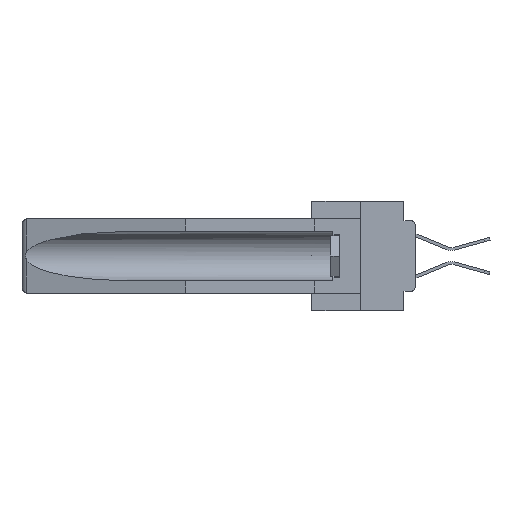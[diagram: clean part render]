
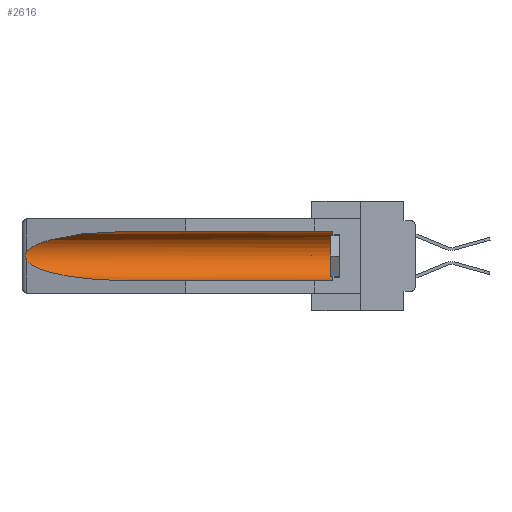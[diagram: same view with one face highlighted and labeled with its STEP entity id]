
A CAD part, left-side view. The second image highlights one B-rep face of the part: STEP entity #2616.
In plain terms, the highlighted cylindrical face has radius 2.857 mm (diameter 5.715 mm), a partial arc.
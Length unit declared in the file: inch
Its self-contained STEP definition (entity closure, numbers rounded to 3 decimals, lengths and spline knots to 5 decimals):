
#955 = DIRECTION ( 'NONE',  ( 0., 1., 0. ) ) ;
#1270 = CARTESIAN_POINT ( 'NONE',  ( 0.26654, 1.53092, -0.15636 ) ) ;
#1458 = EDGE_CURVE ( 'NONE', #5900, #4619, #14290, .T. ) ;
#2616 = ADVANCED_FACE ( 'NONE', ( #37399 ), #9714, .F. ) ;
#3232 = DIRECTION ( 'NONE',  ( 0., 0., 1. ) ) ;
#4092 = EDGE_CURVE ( 'NONE', #7189, #5876, #8336, .T. ) ;
#4163 = LINE ( 'NONE', #28631, #21644 ) ;
#4248 = CARTESIAN_POINT ( 'NONE',  ( 0.155, 1.07973, -0.284 ) ) ;
#4286 = CARTESIAN_POINT ( 'NONE',  ( 0.26597, 1.52961, -0.15275 ) ) ;
#4477 = CARTESIAN_POINT ( 'NONE',  ( 0.2673, 1.5327, -0.16383 ) ) ;
#4619 = VERTEX_POINT ( 'NONE', #23989 ) ;
#5593 = DIRECTION ( 'NONE',  ( 0., 1., 0. ) ) ;
#5876 = VERTEX_POINT ( 'NONE', #13522 ) ;
#5900 = VERTEX_POINT ( 'NONE', #35534 ) ;
#6347 = DIRECTION ( 'NONE',  ( 0., 0., 1. ) ) ;
#7131 = ORIENTED_EDGE ( 'NONE', *, *, #30167, .T. ) ;
#7189 = VERTEX_POINT ( 'NONE', #14862 ) ;
#7709 = CARTESIAN_POINT ( 'NONE',  ( 0.26537, 1.52718, -0.19328 ) ) ;
#8336 =( BOUNDED_CURVE ( )  B_SPLINE_CURVE ( 3, ( #35191, #25880, #13955, #4248 ),
 .UNSPECIFIED., .F., .F. ) 
 B_SPLINE_CURVE_WITH_KNOTS ( ( 4, 4 ),
 ( 0.1948, 1.5708 ),
 .UNSPECIFIED. ) 
 CURVE ( )  GEOMETRIC_REPRESENTATION_ITEM ( )  RATIONAL_B_SPLINE_CURVE ( ( 1., 0.848, 0.848, 1. ) ) 
 REPRESENTATION_ITEM ( '' )  );
#9714 = CYLINDRICAL_SURFACE ( 'NONE', #10284, 0.1125 ) ;
#10185 = CARTESIAN_POINT ( 'NONE',  ( 0.26537, 1.52718, -0.14972 ) ) ;
#10284 = AXIS2_PLACEMENT_3D ( 'NONE', #18218, #33563, #3232 ) ;
#11262 = EDGE_CURVE ( 'NONE', #38758, #7189, #19269, .T. ) ;
#12179 = EDGE_LOOP ( 'NONE', ( #33814, #32714, #21929, #28399, #19560, #7131 ) ) ;
#12501 =( BOUNDED_CURVE ( )  B_SPLINE_CURVE ( 3, ( #16258, #25542, #37867, #10185 ),
 .UNSPECIFIED., .F., .T. ) 
 B_SPLINE_CURVE_WITH_KNOTS ( ( 4, 4 ),
 ( 4.71239, 6.08839 ),
 .UNSPECIFIED. ) 
 CURVE ( )  GEOMETRIC_REPRESENTATION_ITEM ( )  RATIONAL_B_SPLINE_CURVE ( ( 1., 0.848, 0.848, 1. ) ) 
 REPRESENTATION_ITEM ( '' )  );
#13522 = CARTESIAN_POINT ( 'NONE',  ( 0.155, 1.07973, -0.284 ) ) ;
#13589 = CARTESIAN_POINT ( 'NONE',  ( 0.26597, 1.5296, -0.19026 ) ) ;
#13803 = CARTESIAN_POINT ( 'NONE',  ( 0.2675, 1.53308, -0.16763 ) ) ;
#13955 = CARTESIAN_POINT ( 'NONE',  ( 0.21114, 1.30732, -0.284 ) ) ;
#13988 = CARTESIAN_POINT ( 'NONE',  ( 0.26537, 1.52718, -0.14972 ) ) ;
#14011 = EDGE_CURVE ( 'NONE', #5900, #5876, #4163, .T. ) ;
#14290 = CIRCLE ( 'NONE', #37512, 0.1125 ) ;
#14862 = CARTESIAN_POINT ( 'NONE',  ( 0.26537, 1.52718, -0.19328 ) ) ;
#16258 = CARTESIAN_POINT ( 'NONE',  ( 0.155, 1.07973, -0.059 ) ) ;
#18126 = EDGE_CURVE ( 'NONE', #22240, #38758, #12501, .T. ) ;
#18218 = CARTESIAN_POINT ( 'NONE',  ( 0.155, -0.30754, -0.1715 ) ) ;
#19269 = B_SPLINE_CURVE_WITH_KNOTS ( 'NONE', 3,
 ( #13988, #4286, #1270, #4477, #13803, #35034, #32371, #26120, #13589, #7709 ),
 .UNSPECIFIED., .F., .F.,
 ( 4, 2, 2, 2, 4 ),
 ( 0., 0.00029, 0.00058, 0.00087, 0.00117 ),
 .UNSPECIFIED. ) ;
#19560 = ORIENTED_EDGE ( 'NONE', *, *, #1458, .T. ) ;
#20992 = LINE ( 'NONE', #23997, #26692 ) ;
#21644 = VECTOR ( 'NONE', #955, 39.37008 ) ;
#21929 = ORIENTED_EDGE ( 'NONE', *, *, #4092, .T. ) ;
#22240 = VERTEX_POINT ( 'NONE', #27362 ) ;
#23989 = CARTESIAN_POINT ( 'NONE',  ( 0.155, 0.126, -0.059 ) ) ;
#23997 = CARTESIAN_POINT ( 'NONE',  ( 0.155, -0.30754, -0.059 ) ) ;
#24805 = CARTESIAN_POINT ( 'NONE',  ( 0.26537, 1.52718, -0.14972 ) ) ;
#25542 = CARTESIAN_POINT ( 'NONE',  ( 0.21114, 1.30732, -0.059 ) ) ;
#25880 = CARTESIAN_POINT ( 'NONE',  ( 0.25451, 1.48313, -0.24835 ) ) ;
#26120 = CARTESIAN_POINT ( 'NONE',  ( 0.26655, 1.53094, -0.18657 ) ) ;
#26692 = VECTOR ( 'NONE', #5593, 39.37008 ) ;
#27362 = CARTESIAN_POINT ( 'NONE',  ( 0.155, 1.07973, -0.059 ) ) ;
#28399 = ORIENTED_EDGE ( 'NONE', *, *, #14011, .F. ) ;
#28631 = CARTESIAN_POINT ( 'NONE',  ( 0.155, -0.30754, -0.284 ) ) ;
#30167 = EDGE_CURVE ( 'NONE', #4619, #22240, #20992, .T. ) ;
#32371 = CARTESIAN_POINT ( 'NONE',  ( 0.2673, 1.53269, -0.17917 ) ) ;
#32714 = ORIENTED_EDGE ( 'NONE', *, *, #11262, .T. ) ;
#33563 = DIRECTION ( 'NONE',  ( 0., 1., 0. ) ) ;
#33814 = ORIENTED_EDGE ( 'NONE', *, *, #18126, .T. ) ;
#34043 = CARTESIAN_POINT ( 'NONE',  ( 0.155, 0.126, -0.1715 ) ) ;
#35034 = CARTESIAN_POINT ( 'NONE',  ( 0.2675, 1.53308, -0.17534 ) ) ;
#35191 = CARTESIAN_POINT ( 'NONE',  ( 0.26537, 1.52718, -0.19328 ) ) ;
#35534 = CARTESIAN_POINT ( 'NONE',  ( 0.155, 0.126, -0.284 ) ) ;
#37399 = FACE_OUTER_BOUND ( 'NONE', #12179, .T. ) ;
#37512 = AXIS2_PLACEMENT_3D ( 'NONE', #34043, #37690, #6347 ) ;
#37690 = DIRECTION ( 'NONE',  ( 0., -1., 0. ) ) ;
#37867 = CARTESIAN_POINT ( 'NONE',  ( 0.25451, 1.48313, -0.09465 ) ) ;
#38758 = VERTEX_POINT ( 'NONE', #24805 ) ;
